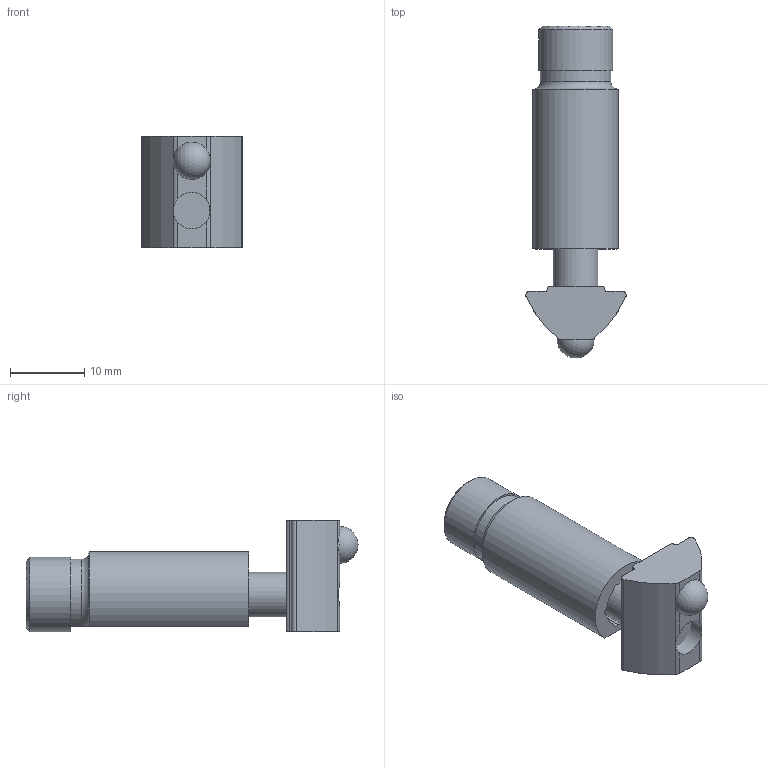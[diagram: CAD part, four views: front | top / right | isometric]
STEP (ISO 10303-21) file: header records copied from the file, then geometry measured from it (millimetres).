
FILE_DESCRIPTION(/* description */ (''),/* implementation_level */ '2;1');
FILE_NAME(/* name */ '91400_KriTec_Systemverbinder_8_Raster_30.stp',/* time_stamp */ '2021-02-01T13:54:22+01:00',/* author */ ('jendrek'),/* organization */ (''),/* preprocessor_version */ 'ST-DEVELOPER v17',/* originating_system */ 'Autodesk Inventor 2018',/* authorisation */ '');
FILE_SCHEMA (('AUTOMOTIVE_DESIGN { 1 0 10303 214 3 1 1 }'));
Length unit declared in the file: millimetre
Products named in the file (4): 91400; 3; 1; 2
Assembly tree (3 placements, depth 2):
  91400
    3
    1
    2
Bounding box: 13.5 x 44.68 x 15 mm (x, y, z)
Volume: 3451.4 mm3; surface area: 3441.1 mm2
Topology: 4 solids, 4 shells, 71 faces, 188 edges, 122 vertices
Faces by surface type: plane 34, cylinder 30, cone 5, torus 1, sphere 1
Full cylindrical faces by diameter (mm): 4.917 x1, 5 x1, 6 x1, 7.2 x1, 10 x1
Entity records: 2412 total; most frequent: CARTESIAN_POINT 459, DIRECTION 417, ORIENTED_EDGE 372, EDGE_CURVE 186, AXIS2_PLACEMENT_3D 163, VERTEX_POINT 126, LINE 91, VECTOR 91
